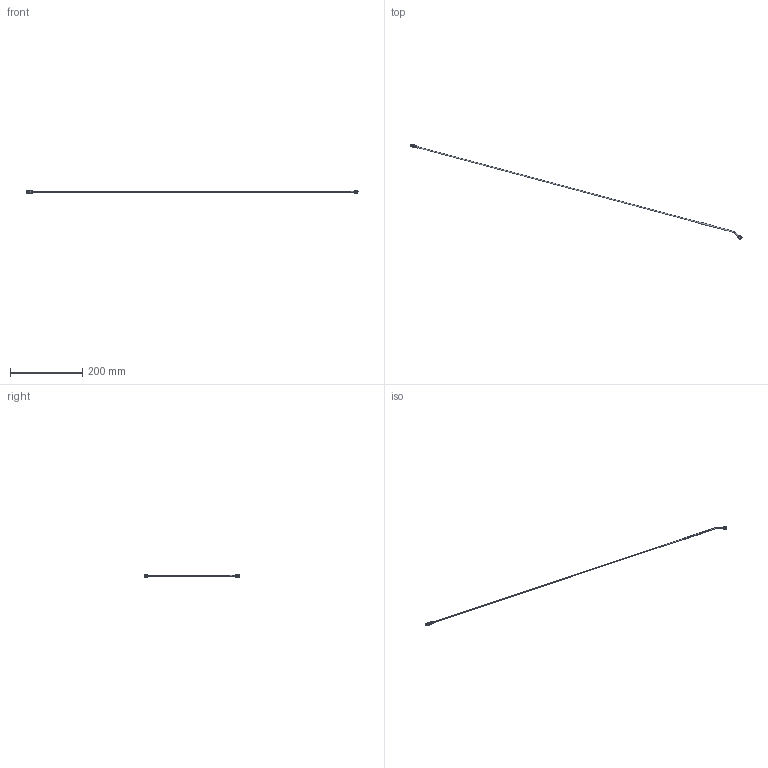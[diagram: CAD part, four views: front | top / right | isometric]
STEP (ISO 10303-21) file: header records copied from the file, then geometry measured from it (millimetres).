
FILE_DESCRIPTION (( 'STEP AP214' ), '1' );
FILE_NAME ('CP-VV036-F1-30.STEP', '2025-05-28T16:04:06', ( '' ), ( '' ), 'SwSTEP 2.0', 'SolidWorks 2021', '' );
FILE_SCHEMA (( 'AUTOMOTIVE_DESIGN' ));
Length unit declared in the file: inch
Products named in the file (8): ____2.STEP; 1.85-K-034 - ____.STEP; 1.85-930 - ____.STEP; CP-VV036-F1-30.STEP; ____3-1.STEP; CP-VV036-F1-30; ____2-1.STEP; ____3.STEP
Assembly tree (7 placements, depth 3):
  CP-VV036-F1-30
    CP-VV036-F1-30.STEP
      ____2.STEP
      1.85-K-034 - ____.STEP
      1.85-930 - ____.STEP
      ____2-1.STEP
      ____3-1.STEP
      ____3.STEP
Bounding box: 918.58 x 264.25 x 8.52 mm (x, y, z)
Volume: 6689.9 mm3; surface area: 10267 mm2
Topology: 6 solids, 6 shells, 169 faces, 380 edges, 238 vertices
Faces by surface type: cylinder 72, plane 48, cone 37, bspline 8, torus 4
Entity records: 6416 total; most frequent: CARTESIAN_POINT 2301, DIRECTION 847, ORIENTED_EDGE 760, EDGE_CURVE 380, AXIS2_PLACEMENT_3D 353, VERTEX_POINT 238, EDGE_LOOP 184, CIRCLE 181
